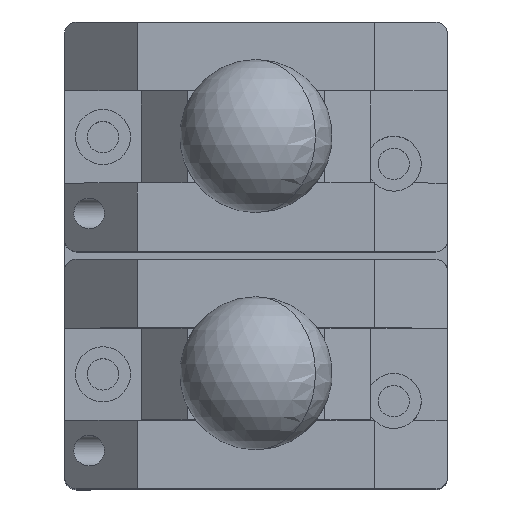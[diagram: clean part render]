
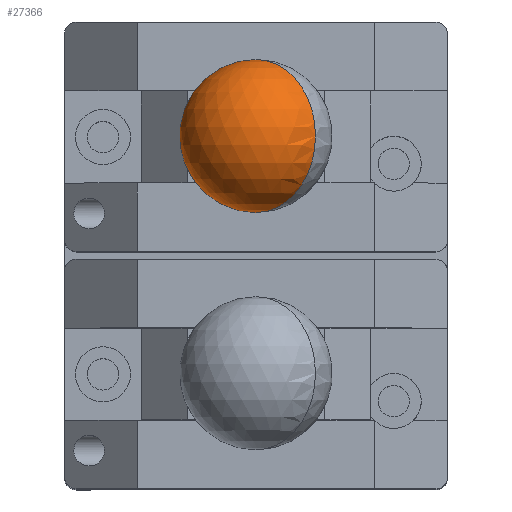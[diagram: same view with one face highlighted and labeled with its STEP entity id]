
A CAD part, top view. The second image highlights one B-rep face of the part: STEP entity #27366.
In plain terms, the highlighted spherical face has radius 10 mm.
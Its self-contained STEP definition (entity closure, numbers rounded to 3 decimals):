
#27350=CARTESIAN_POINT('',(0.0,0.0,0.0));
#27351=DIRECTION('',(0.0,0.0,1.0));
#27352=DIRECTION('',(1.0,0.0,0.0));
#27353=AXIS2_PLACEMENT_3D('',#27350,#27351,#27352);
#27354=SPHERICAL_SURFACE('',#27353,10.);
#27355=CARTESIAN_POINT('',(0.0,0.0,-10.));
#27356=VERTEX_POINT('',#27355);
#27357=CARTESIAN_POINT('',(0.0,0.0,0.0));
#27358=DIRECTION('',(0.0,-1.0,0.0));
#27359=DIRECTION('',(0.0,0.0,1.0));
#27360=AXIS2_PLACEMENT_3D('',#27357,#27358,#27359);
#27361=CIRCLE('',#27360,10.);
#27362=EDGE_CURVE('',#27356,#27356,#27361,.T.);
#27363=ORIENTED_EDGE('',*,*,#27362,.F.);
#27364=EDGE_LOOP('',(#27363));
#27365=FACE_OUTER_BOUND('',#27364,.T.);
#27366=ADVANCED_FACE('',(#27365),#27354,.T.);
